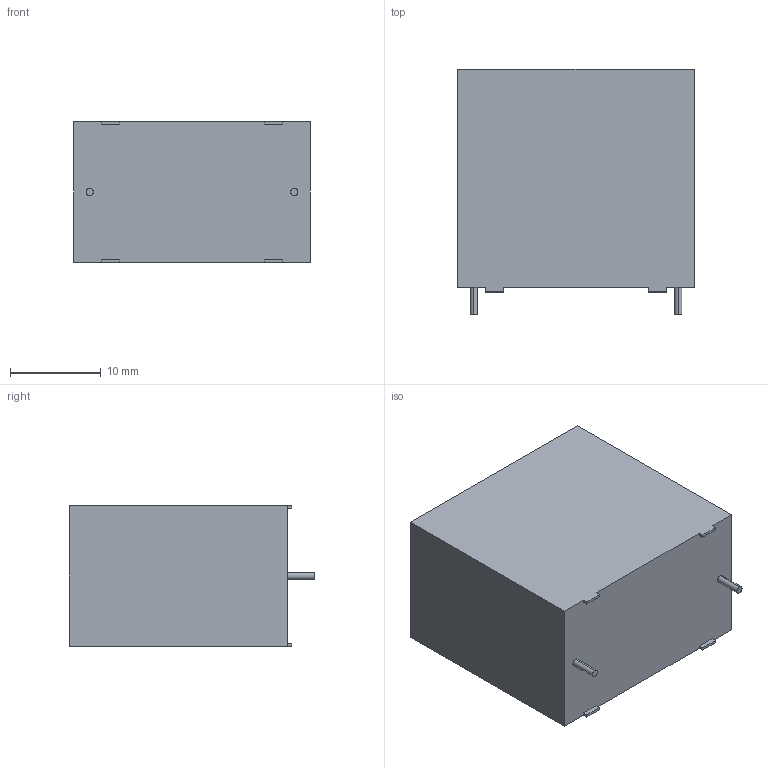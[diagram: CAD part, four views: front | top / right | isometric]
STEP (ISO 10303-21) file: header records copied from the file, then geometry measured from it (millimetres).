
FILE_DESCRIPTION (( 'STEP AP214' ), '1' );
FILE_NAME ('F871DY105M33.STEP', '2013-10-10T13:02:18', ( '' ), ( '' ), 'SwSTEP 2.0', 'SolidWorks 2011', '' );
FILE_SCHEMA (( 'AUTOMOTIVE_DESIGN' ));
Length unit declared in the file: millimetre
Products named in the file (1): F871DY105M33
Bounding box: 26 x 27 x 15.5 mm (x, y, z)
Volume: 9675.3 mm3; surface area: 2827.5 mm2
Topology: 1 solids, 1 shells, 101 faces, 261 edges, 174 vertices
Faces by surface type: plane 76, bspline 21, cylinder 4
Entity records: 5282 total; most frequent: CARTESIAN_POINT 1798, ORIENTED_EDGE 522, DIRECTION 389, EDGE_CURVE 261, LINE 211, VECTOR 211, VERTEX_POINT 174, EDGE_LOOP 113
